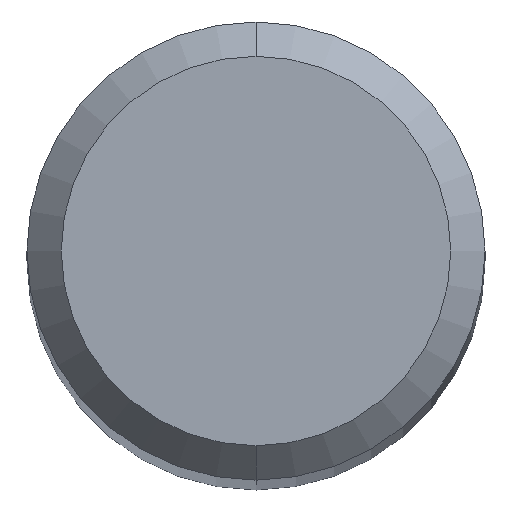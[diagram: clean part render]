
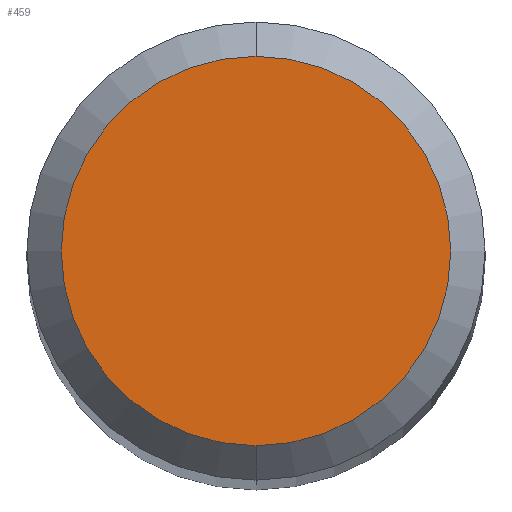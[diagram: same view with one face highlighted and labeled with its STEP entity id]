
A CAD part, top view. The second image highlights one B-rep face of the part: STEP entity #459.
In plain terms, the highlighted planar face has unit normal (0, 0, 1).
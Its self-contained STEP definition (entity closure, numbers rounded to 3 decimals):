
#187=VERTEX_POINT('',#494);
#261=VERTEX_POINT('',#577);
#315=EDGE_CURVE('',#261,#187,#637,.T.);
#349=EDGE_CURVE('',#187,#261,#674,.T.);
#459=ADVANCED_FACE('',(#795),#796,.T.);
#494=CARTESIAN_POINT('',(0.,-1.7,0.0));
#577=CARTESIAN_POINT('',(0.0,1.7,0.0));
#637=CIRCLE('',#1078,1.7);
#674=CIRCLE('',#1178,1.7);
#795=FACE_OUTER_BOUND('',#1434,.T.);
#796=PLANE('',#1435);
#1078=AXIS2_PLACEMENT_3D('',#1629,#1630,#1631);
#1178=AXIS2_PLACEMENT_3D('',#1670,#1671,#1672);
#1434=EDGE_LOOP('',(#1798,#1799));
#1435=AXIS2_PLACEMENT_3D('',#1800,#1801,#1802);
#1629=CARTESIAN_POINT('',(0.0,0.0,0.0));
#1630=DIRECTION('',(0.0,0.0,-1.0));
#1631=DIRECTION('',(0.0,1.0,0.0));
#1670=CARTESIAN_POINT('',(0.0,0.0,0.0));
#1671=DIRECTION('',(0.0,0.0,-1.0));
#1672=DIRECTION('',(0.0,1.0,0.0));
#1798=ORIENTED_EDGE('',*,*,#315,.F.);
#1799=ORIENTED_EDGE('',*,*,#349,.F.);
#1800=CARTESIAN_POINT('',(0.0,0.85,0.0));
#1801=DIRECTION('',(-0.0,0.0,1.0));
#1802=DIRECTION('',(0.0,-1.0,0.0));
